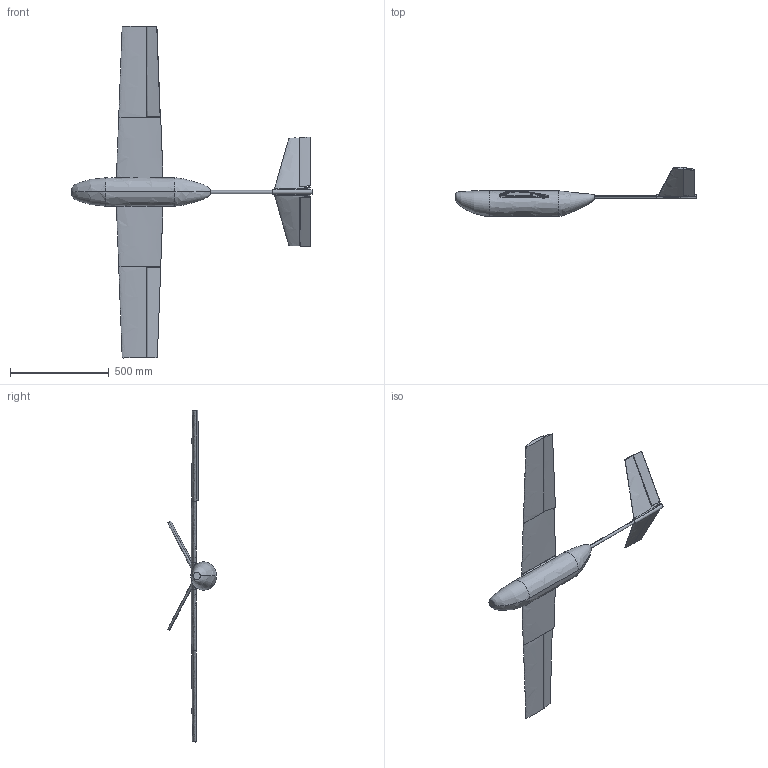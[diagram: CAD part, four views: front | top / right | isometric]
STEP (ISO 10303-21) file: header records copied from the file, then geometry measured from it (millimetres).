
FILE_DESCRIPTION (( 'STEP AP214' ), '1' );
FILE_NAME ('AssemblyCFD.STEP', '2025-05-21T17:41:00', ( '' ), ( '' ), 'SwSTEP 2.0', 'SolidWorks 2020', '' );
FILE_SCHEMA (( 'AUTOMOTIVE_DESIGN' ));
Length unit declared in the file: millimetre
Products named in the file (9): 唒錪; 扻臇樏襜襌碭嚦觜FD; Õâîñò; 署钕疣忸錍FD; ÝëåðîíËåâûé; 蓦屦铐橡噔; AssemblyCFD; FuselageCFD; 署钏邂铄CFD
Assembly tree (10 placements, depth 2):
  AssemblyCFD
    FuselageCFD
    ÝëåðîíËåâûé
    蓦屦铐橡噔
    唒錪  x2
    Õâîñò  x2
    扻臇樏襜襌碭嚦觜FD
    署钏邂铄CFD
    署钕疣忸錍FD
Bounding box: 1215 x 248.34 x 1680 mm (x, y, z)
Volume: 14100552.1 mm3; surface area: 1213105.5 mm2
Topology: 10 solids, 10 shells, 93 faces, 200 edges, 140 vertices
Faces by surface type: plane 57, bspline 30, cylinder 6
Entity records: 8895 total; most frequent: CARTESIAN_POINT 6961, ORIENTED_EDGE 342, DIRECTION 260, EDGE_CURVE 171, VERTEX_POINT 120, AXIS2_PLACEMENT_3D 106, EDGE_LOOP 95, FACE_OUTER_BOUND 80
